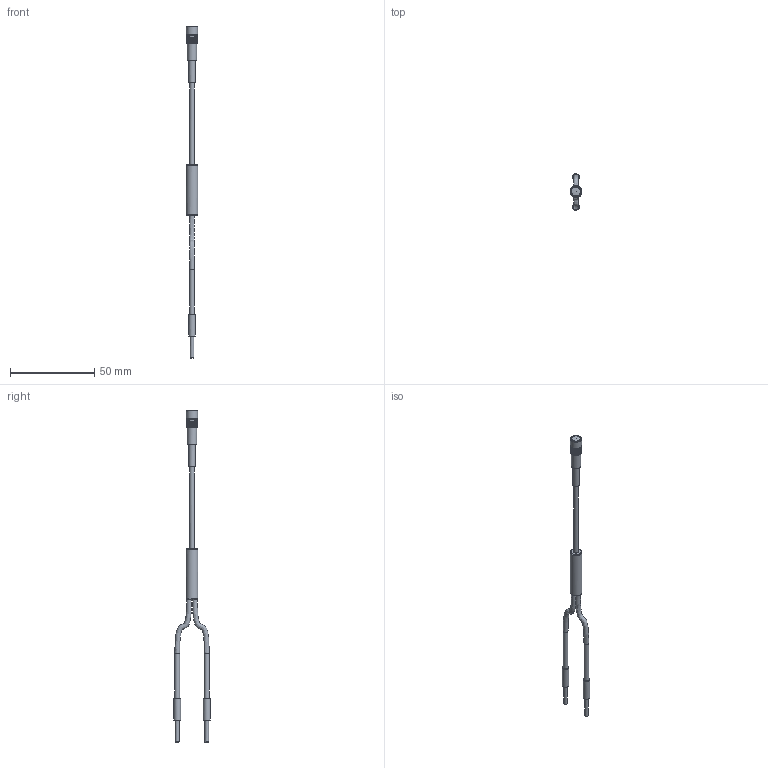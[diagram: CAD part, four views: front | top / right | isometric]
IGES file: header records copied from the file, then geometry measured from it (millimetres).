
Global section: file name: GPF-D016-FA250-2.5-LENS; native system: Autodesk Inventor 2018; preprocessor: unknown; author: Y.U.HONG; date: 20181217.130443; units: millimetre
Bounding box: 7 x 21.5 x 196.5 mm (x, y, z)
Volume: 3468.9 mm3; surface area: 3474.8 mm2
Topology: 1 solids, 1 shells, 230 faces, 615 edges, 395 vertices
Faces by surface type: bspline 230
